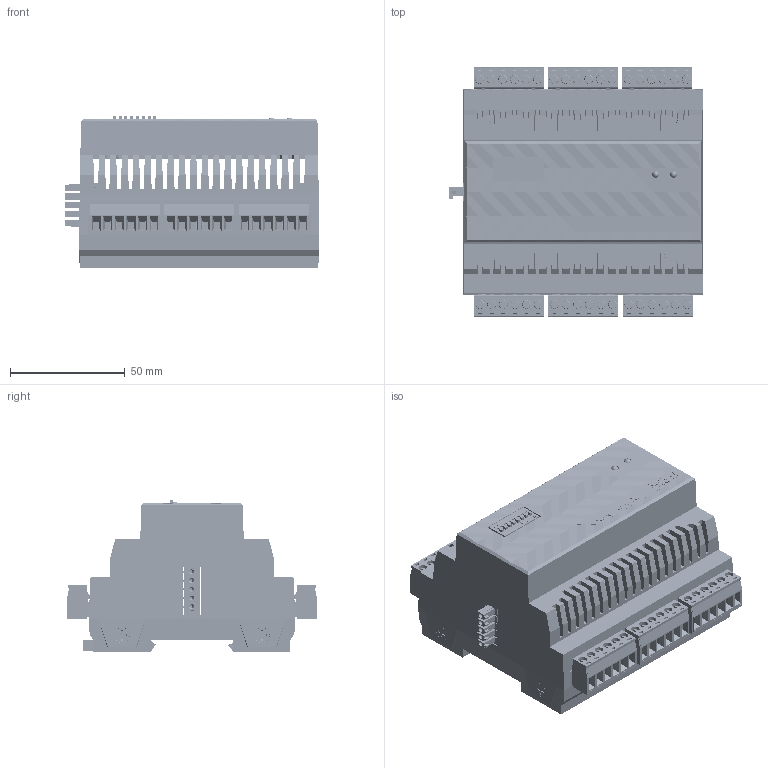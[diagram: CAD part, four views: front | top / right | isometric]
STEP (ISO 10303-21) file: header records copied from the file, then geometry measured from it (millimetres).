
FILE_DESCRIPTION((''),'2;1');
FILE_NAME('X24.stp','2025-05-07T16:07:07',(''),(''),'STEP Write','Mastercam X9 ... CNC Software, Inc.','');
FILE_SCHEMA(('AUTOMOTIVE_DESIGN'));
Length unit declared in the file: millimetre
Products named in the file (1): None
Bounding box: 111.3 x 109.3 x 65.95 mm (x, y, z)
Volume: 121914 mm3; surface area: 187502.1 mm2
Topology: 243 solids, 253 shells, 13827 faces, 38389 edges, 25976 vertices
Faces by surface type: plane 10649, cylinder 2408, bspline 513, torus 165, cone 90, sphere 2
Full cylindrical faces by diameter (mm): 1 x5, 1.2 x5, 1.6 x36, 1.9 x7, 2.1 x5, 2.2 x40, 2.5 x40, 2.75 x36, 2.9 x36, 2.95 x36, 3 x38, 3.3 x4, 3.78 x1, 3.8 x73, 4 x1, 6 x4
Entity records: 441079 total; most frequent: CARTESIAN_POINT 92202, ORIENTED_EDGE 73728, DIRECTION 67144, EDGE_CURVE 36854, VECTOR 30374, LINE 30374, VERTEX_POINT 24298, AXIS2_PLACEMENT_3D 18385
